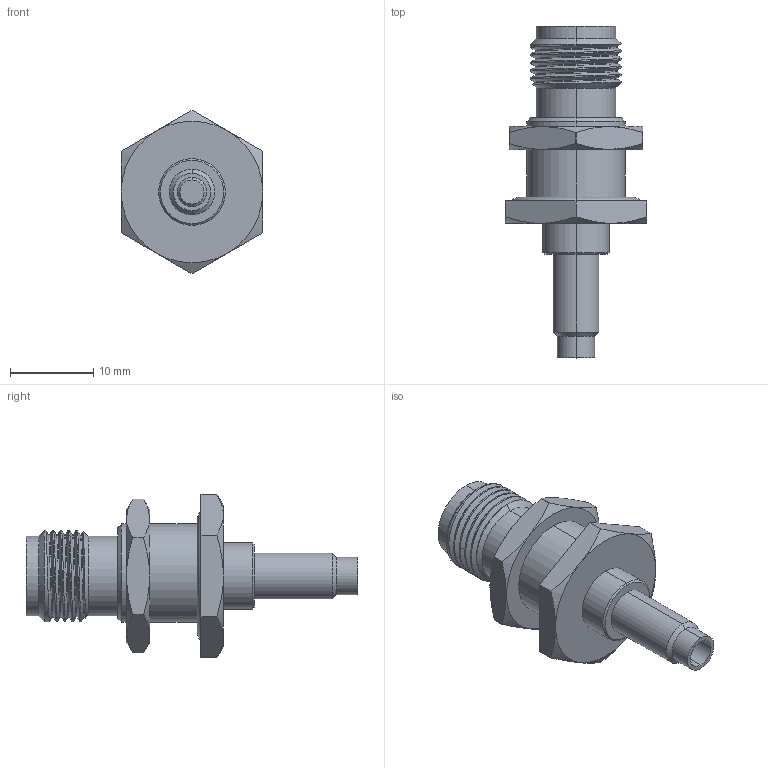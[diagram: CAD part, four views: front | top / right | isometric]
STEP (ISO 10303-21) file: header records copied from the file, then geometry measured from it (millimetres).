
FILE_DESCRIPTION((''),'2;1');
FILE_NAME('1','2021-08-28T',('Administrator'),(''),'PRO/ENGINEER BY PARAMETRIC TECHNOLOGY CORPORATION, 2012090','PRO/ENGINEER BY PARAMETRIC TECHNOLOGY CORPORATION, 2012090','');
FILE_SCHEMA(('CONFIG_CONTROL_DESIGN'));
Length unit declared in the file: millimetre
Products named in the file (1): 1
Bounding box: 17 x 39.85 x 19.63 mm (x, y, z)
Volume: 2928.4 mm3; surface area: 2590.2 mm2
Topology: 1 solids, 1 shells, 123 faces, 300 edges, 189 vertices
Faces by surface type: plane 42, cylinder 41, cone 32, bspline 6, torus 2
Entity records: 5346 total; most frequent: CARTESIAN_POINT 2470, ORIENTED_EDGE 596, DIRECTION 582, EDGE_CURVE 298, AXIS2_PLACEMENT_3D 231, VERTEX_POINT 189, EDGE_LOOP 135, FACE_OUTER_BOUND 123
